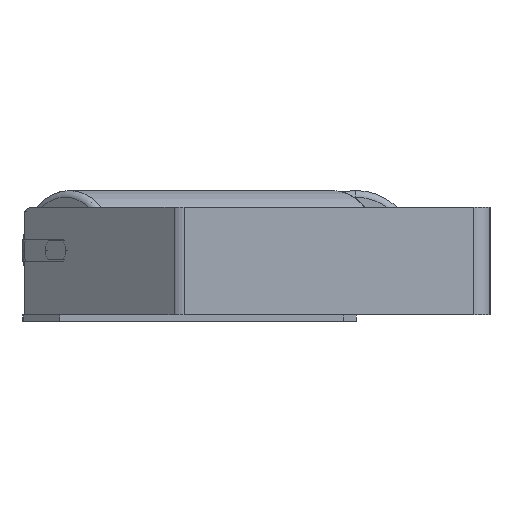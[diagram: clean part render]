
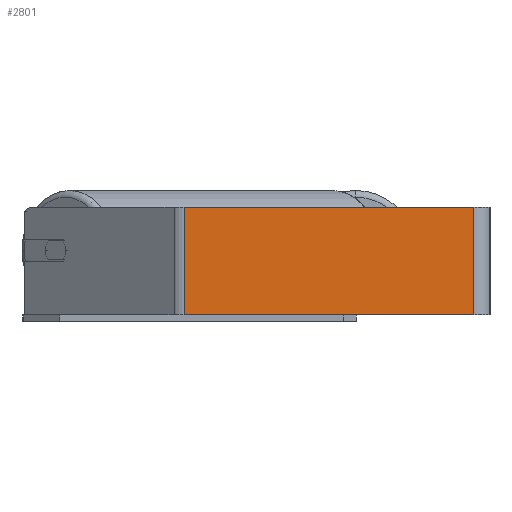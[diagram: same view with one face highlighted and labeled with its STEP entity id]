
A CAD part, left-side view. The second image highlights one B-rep face of the part: STEP entity #2801.
In plain terms, the highlighted planar face has unit normal (-1, 0, 0).
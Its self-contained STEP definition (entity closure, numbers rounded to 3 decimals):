
#6 = DIRECTION ( 'NONE',  ( 0., 0., -1. ) ) ;
#175 = LINE ( 'NONE', #3148, #993 ) ;
#340 = EDGE_CURVE ( 'NONE', #1857, #5944, #5465, .T. ) ;
#670 = VERTEX_POINT ( 'NONE', #2857 ) ;
#880 = VECTOR ( 'NONE', #7874, 1000. ) ;
#993 = VECTOR ( 'NONE', #7431, 1000. ) ;
#1751 = LINE ( 'NONE', #8846, #8740 ) ;
#1857 = VERTEX_POINT ( 'NONE', #6165 ) ;
#2580 = ORIENTED_EDGE ( 'NONE', *, *, #6126, .T. ) ;
#2781 = PLANE ( 'NONE',  #3432 ) ;
#2801 = ADVANCED_FACE ( 'NONE', ( #4306 ), #2781, .F. ) ;
#2826 = CARTESIAN_POINT ( 'NONE',  ( -525., 12., 40. ) ) ;
#2837 = CARTESIAN_POINT ( 'NONE',  ( -525., 231.904, -40. ) ) ;
#2857 = CARTESIAN_POINT ( 'NONE',  ( -525., 227.536, 40. ) ) ;
#3148 = CARTESIAN_POINT ( 'NONE',  ( -525., 227.536, 40. ) ) ;
#3237 = DIRECTION ( 'NONE',  ( 0., -1., 0. ) ) ;
#3432 = AXIS2_PLACEMENT_3D ( 'NONE', #5554, #6256, #6 ) ;
#4306 = FACE_OUTER_BOUND ( 'NONE', #5834, .T. ) ;
#4928 = DIRECTION ( 'NONE',  ( 0., -1., 0. ) ) ;
#5101 = EDGE_CURVE ( 'NONE', #670, #6103, #1751, .T. ) ;
#5217 = CARTESIAN_POINT ( 'NONE',  ( -525., 12., 40. ) ) ;
#5465 = LINE ( 'NONE', #2837, #8429 ) ;
#5554 = CARTESIAN_POINT ( 'NONE',  ( -525., 231.904, 40. ) ) ;
#5834 = EDGE_LOOP ( 'NONE', ( #7639, #7718, #8570, #2580 ) ) ;
#5944 = VERTEX_POINT ( 'NONE', #8875 ) ;
#6103 = VERTEX_POINT ( 'NONE', #2826 ) ;
#6126 = EDGE_CURVE ( 'NONE', #670, #1857, #175, .T. ) ;
#6165 = CARTESIAN_POINT ( 'NONE',  ( -525., 227.536, -40. ) ) ;
#6256 = DIRECTION ( 'NONE',  ( 1., 0., 0. ) ) ;
#6560 = LINE ( 'NONE', #5217, #880 ) ;
#7431 = DIRECTION ( 'NONE',  ( 0., 0., -1. ) ) ;
#7473 = EDGE_CURVE ( 'NONE', #6103, #5944, #6560, .T. ) ;
#7639 = ORIENTED_EDGE ( 'NONE', *, *, #340, .T. ) ;
#7718 = ORIENTED_EDGE ( 'NONE', *, *, #7473, .F. ) ;
#7874 = DIRECTION ( 'NONE',  ( 0., 0., -1. ) ) ;
#8429 = VECTOR ( 'NONE', #4928, 1000. ) ;
#8570 = ORIENTED_EDGE ( 'NONE', *, *, #5101, .F. ) ;
#8740 = VECTOR ( 'NONE', #3237, 1000. ) ;
#8846 = CARTESIAN_POINT ( 'NONE',  ( -525., 231.904, 40. ) ) ;
#8875 = CARTESIAN_POINT ( 'NONE',  ( -525., 12., -40. ) ) ;
